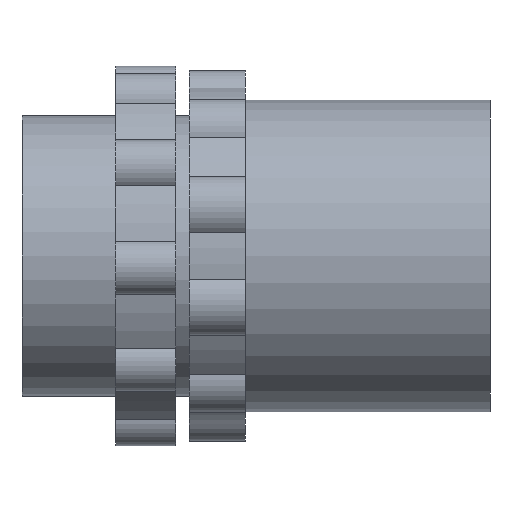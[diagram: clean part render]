
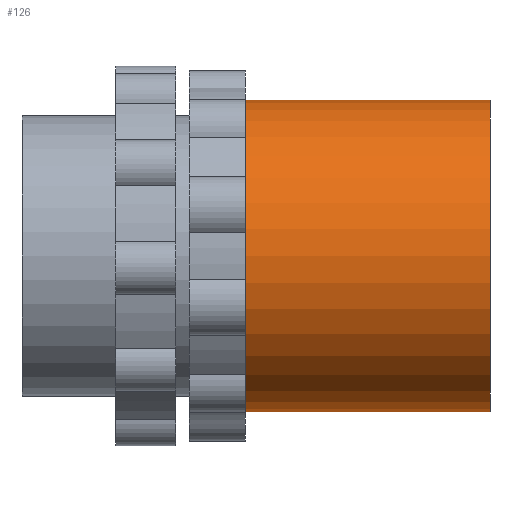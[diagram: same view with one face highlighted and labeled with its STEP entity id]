
A CAD part, front view. The second image highlights one B-rep face of the part: STEP entity #126.
In plain terms, the highlighted cylindrical face has radius 11.65 mm (diameter 23.3 mm), a full revolution.
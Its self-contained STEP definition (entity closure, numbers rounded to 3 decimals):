
#126=ADVANCED_FACE('',(#2285,#2287),#2289,.T.);
#2285=FACE_OUTER_BOUND('',#2286,.T.);
#2286=EDGE_LOOP('',(#2721));
#2287=FACE_OUTER_BOUND('',#2288,.T.);
#2288=EDGE_LOOP('',(#2722));
#2289=CYLINDRICAL_SURFACE('',#2290,11.65);
#2290=AXIS2_PLACEMENT_3D('',#2291,#2292,#2293);
#2291=CARTESIAN_POINT('',(35.,0.,0.));
#2292=DIRECTION('',(-1.,0.,0.));
#2293=DIRECTION('',(0.,0.,1.));
#2721=ORIENTED_EDGE('',*,*,#3023,.T.);
#2722=ORIENTED_EDGE('',*,*,#3029,.F.);
#3023=EDGE_CURVE('',#3199,#3199,#3200,.T.);
#3029=EDGE_CURVE('',#3211,#3211,#3212,.T.);
#3199=VERTEX_POINT('',#4260);
#3200=CIRCLE('',#4261,11.65);
#3211=VERTEX_POINT('',#4290);
#3212=CIRCLE('',#4291,11.65);
#4260=CARTESIAN_POINT('',(35.,0.,11.65));
#4261=AXIS2_PLACEMENT_3D('',#4262,#4263,#4264);
#4262=CARTESIAN_POINT('',(35.,0.,0.));
#4263=DIRECTION('',(-1.,0.,0.));
#4264=DIRECTION('',(0.,0.,1.));
#4290=CARTESIAN_POINT('',(16.7,0.,11.65));
#4291=AXIS2_PLACEMENT_3D('',#4292,#4293,#4294);
#4292=CARTESIAN_POINT('',(16.7,0.,0.));
#4293=DIRECTION('',(-1.,0.,0.));
#4294=DIRECTION('',(0.,0.,1.));
